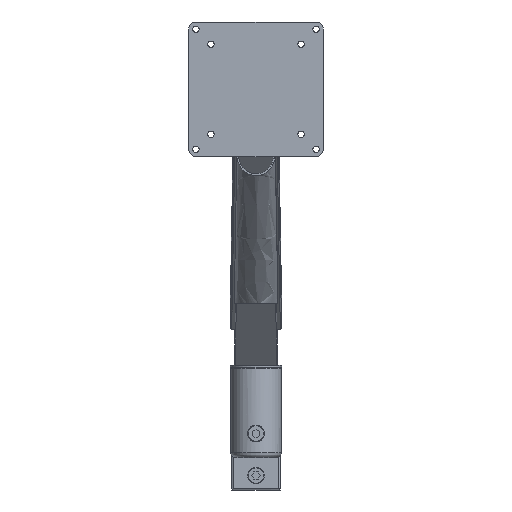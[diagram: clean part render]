
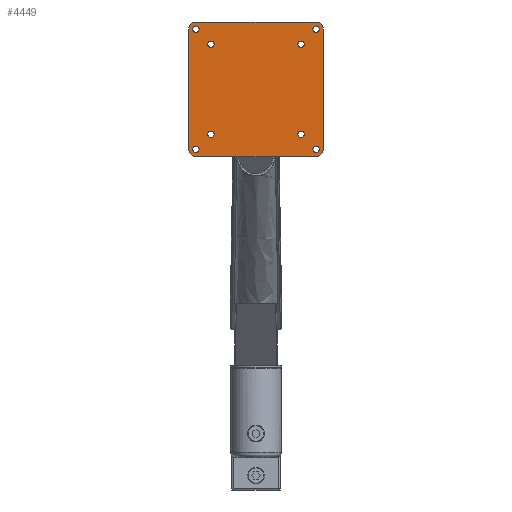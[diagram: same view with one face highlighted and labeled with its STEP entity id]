
A CAD part, left-side view. The second image highlights one B-rep face of the part: STEP entity #4449.
In plain terms, the highlighted face is planar.
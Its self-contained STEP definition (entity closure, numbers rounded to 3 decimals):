
#179=FACE_BOUND('',#992,.T.);
#180=FACE_BOUND('',#993,.T.);
#181=FACE_BOUND('',#994,.T.);
#182=FACE_BOUND('',#995,.T.);
#183=FACE_BOUND('',#996,.T.);
#184=FACE_BOUND('',#997,.T.);
#185=FACE_BOUND('',#998,.T.);
#186=FACE_BOUND('',#999,.T.);
#368=CIRCLE('',#4983,6.);
#380=CIRCLE('',#5012,6.);
#382=CIRCLE('',#5016,6.);
#384=CIRCLE('',#5020,6.);
#386=CIRCLE('',#5024,2.65);
#388=CIRCLE('',#5027,2.65);
#390=CIRCLE('',#5030,2.65);
#392=CIRCLE('',#5033,2.65);
#394=CIRCLE('',#5036,2.65);
#396=CIRCLE('',#5039,2.65);
#398=CIRCLE('',#5042,2.65);
#400=CIRCLE('',#5045,2.65);
#717=FACE_OUTER_BOUND('',#991,.T.);
#991=EDGE_LOOP('',(#3929,#3930,#3931,#3932,#3933,#3934,#3935,#3936));
#992=EDGE_LOOP('',(#3937));
#993=EDGE_LOOP('',(#3938));
#994=EDGE_LOOP('',(#3939));
#995=EDGE_LOOP('',(#3940));
#996=EDGE_LOOP('',(#3941));
#997=EDGE_LOOP('',(#3942));
#998=EDGE_LOOP('',(#3943));
#999=EDGE_LOOP('',(#3944));
#1328=LINE('',#8170,#1675);
#1332=LINE('',#8182,#1679);
#1336=LINE('',#8194,#1683);
#1339=LINE('',#8203,#1686);
#1675=VECTOR('',#6265,1000.);
#1679=VECTOR('',#6277,1000.);
#1683=VECTOR('',#6289,1000.);
#1686=VECTOR('',#6300,1000.);
#2060=VERTEX_POINT('',#8083);
#2061=VERTEX_POINT('',#8085);
#2087=VERTEX_POINT('',#8168);
#2089=VERTEX_POINT('',#8174);
#2091=VERTEX_POINT('',#8180);
#2093=VERTEX_POINT('',#8186);
#2095=VERTEX_POINT('',#8192);
#2097=VERTEX_POINT('',#8198);
#2099=VERTEX_POINT('',#8207);
#2101=VERTEX_POINT('',#8213);
#2103=VERTEX_POINT('',#8219);
#2105=VERTEX_POINT('',#8225);
#2107=VERTEX_POINT('',#8231);
#2109=VERTEX_POINT('',#8237);
#2111=VERTEX_POINT('',#8243);
#2113=VERTEX_POINT('',#8249);
#2645=EDGE_CURVE('',#2061,#2060,#368,.T.);
#2687=EDGE_CURVE('',#2060,#2087,#1328,.T.);
#2690=EDGE_CURVE('',#2087,#2089,#380,.T.);
#2693=EDGE_CURVE('',#2089,#2091,#1332,.T.);
#2696=EDGE_CURVE('',#2091,#2093,#382,.T.);
#2699=EDGE_CURVE('',#2093,#2095,#1336,.T.);
#2702=EDGE_CURVE('',#2095,#2097,#384,.T.);
#2704=EDGE_CURVE('',#2097,#2061,#1339,.T.);
#2707=EDGE_CURVE('',#2099,#2099,#386,.T.);
#2710=EDGE_CURVE('',#2101,#2101,#388,.T.);
#2713=EDGE_CURVE('',#2103,#2103,#390,.T.);
#2716=EDGE_CURVE('',#2105,#2105,#392,.T.);
#2719=EDGE_CURVE('',#2107,#2107,#394,.T.);
#2722=EDGE_CURVE('',#2109,#2109,#396,.T.);
#2725=EDGE_CURVE('',#2111,#2111,#398,.T.);
#2728=EDGE_CURVE('',#2113,#2113,#400,.T.);
#3929=ORIENTED_EDGE('',*,*,#2645,.T.);
#3930=ORIENTED_EDGE('',*,*,#2687,.T.);
#3931=ORIENTED_EDGE('',*,*,#2690,.T.);
#3932=ORIENTED_EDGE('',*,*,#2693,.T.);
#3933=ORIENTED_EDGE('',*,*,#2696,.T.);
#3934=ORIENTED_EDGE('',*,*,#2699,.T.);
#3935=ORIENTED_EDGE('',*,*,#2702,.T.);
#3936=ORIENTED_EDGE('',*,*,#2704,.T.);
#3937=ORIENTED_EDGE('',*,*,#2728,.F.);
#3938=ORIENTED_EDGE('',*,*,#2725,.F.);
#3939=ORIENTED_EDGE('',*,*,#2722,.F.);
#3940=ORIENTED_EDGE('',*,*,#2719,.F.);
#3941=ORIENTED_EDGE('',*,*,#2716,.F.);
#3942=ORIENTED_EDGE('',*,*,#2713,.F.);
#3943=ORIENTED_EDGE('',*,*,#2710,.F.);
#3944=ORIENTED_EDGE('',*,*,#2707,.F.);
#4091=PLANE('',#5047);
#4449=ADVANCED_FACE('',(#717,#179,#180,#181,#182,#183,#184,#185,#186),#4091,
 .T.);
#4983=AXIS2_PLACEMENT_3D('',#8086,#6180,#6181);
#5012=AXIS2_PLACEMENT_3D('',#8176,#6271,#6272);
#5016=AXIS2_PLACEMENT_3D('',#8188,#6283,#6284);
#5020=AXIS2_PLACEMENT_3D('',#8200,#6295,#6296);
#5024=AXIS2_PLACEMENT_3D('',#8209,#6306,#6307);
#5027=AXIS2_PLACEMENT_3D('',#8215,#6313,#6314);
#5030=AXIS2_PLACEMENT_3D('',#8221,#6320,#6321);
#5033=AXIS2_PLACEMENT_3D('',#8227,#6327,#6328);
#5036=AXIS2_PLACEMENT_3D('',#8233,#6334,#6335);
#5039=AXIS2_PLACEMENT_3D('',#8239,#6341,#6342);
#5042=AXIS2_PLACEMENT_3D('',#8245,#6348,#6349);
#5045=AXIS2_PLACEMENT_3D('',#8251,#6355,#6356);
#5047=AXIS2_PLACEMENT_3D('',#8253,#6359,#6360);
#6180=DIRECTION('center_axis',(1.,0.,0.));
#6181=DIRECTION('ref_axis',(0.,0.,-1.));
#6265=DIRECTION('',(0.,-1.,0.));
#6271=DIRECTION('center_axis',(1.,0.,0.));
#6272=DIRECTION('ref_axis',(0.,0.,-1.));
#6277=DIRECTION('',(0.,0.,-1.));
#6283=DIRECTION('center_axis',(1.,0.,0.));
#6284=DIRECTION('ref_axis',(0.,0.,-1.));
#6289=DIRECTION('',(0.,1.,0.));
#6295=DIRECTION('center_axis',(1.,0.,0.));
#6296=DIRECTION('ref_axis',(0.,0.,-1.));
#6300=DIRECTION('',(0.,0.,1.));
#6306=DIRECTION('center_axis',(1.,0.,0.));
#6307=DIRECTION('ref_axis',(0.,0.,-1.));
#6313=DIRECTION('center_axis',(1.,0.,0.));
#6314=DIRECTION('ref_axis',(0.,0.,-1.));
#6320=DIRECTION('center_axis',(1.,0.,0.));
#6321=DIRECTION('ref_axis',(0.,0.,-1.));
#6327=DIRECTION('center_axis',(1.,0.,0.));
#6328=DIRECTION('ref_axis',(0.,0.,-1.));
#6334=DIRECTION('center_axis',(1.,0.,0.));
#6335=DIRECTION('ref_axis',(0.,0.,-1.));
#6341=DIRECTION('center_axis',(1.,0.,0.));
#6342=DIRECTION('ref_axis',(0.,0.,-1.));
#6348=DIRECTION('center_axis',(1.,0.,0.));
#6349=DIRECTION('ref_axis',(0.,0.,-1.));
#6355=DIRECTION('center_axis',(1.,0.,0.));
#6356=DIRECTION('ref_axis',(0.,0.,-1.));
#6359=DIRECTION('center_axis',(1.,0.,0.));
#6360=DIRECTION('ref_axis',(0.,0.,-1.));
#8083=CARTESIAN_POINT('',(49.5,50.,56.));
#8085=CARTESIAN_POINT('',(49.5,56.,50.));
#8086=CARTESIAN_POINT('Origin',(49.5,50.,50.));
#8168=CARTESIAN_POINT('',(49.5,-50.,56.));
#8170=CARTESIAN_POINT('',(49.5,50.,56.));
#8174=CARTESIAN_POINT('',(49.5,-56.,50.));
#8176=CARTESIAN_POINT('Origin',(49.5,-50.,50.));
#8180=CARTESIAN_POINT('',(49.5,-56.,-50.));
#8182=CARTESIAN_POINT('',(49.5,-56.,50.));
#8186=CARTESIAN_POINT('',(49.5,-50.,-56.));
#8188=CARTESIAN_POINT('Origin',(49.5,-50.,-50.));
#8192=CARTESIAN_POINT('',(49.5,50.,-56.));
#8194=CARTESIAN_POINT('',(49.5,-50.,-56.));
#8198=CARTESIAN_POINT('',(49.5,56.,-50.));
#8200=CARTESIAN_POINT('Origin',(49.5,50.,-50.));
#8203=CARTESIAN_POINT('',(49.5,56.,-50.));
#8207=CARTESIAN_POINT('',(49.5,50.,-52.65));
#8209=CARTESIAN_POINT('Origin',(49.5,50.,-50.));
#8213=CARTESIAN_POINT('',(49.5,-50.,-52.65));
#8215=CARTESIAN_POINT('Origin',(49.5,-50.,-50.));
#8219=CARTESIAN_POINT('',(49.5,37.5,-40.15));
#8221=CARTESIAN_POINT('Origin',(49.5,37.5,-37.5));
#8225=CARTESIAN_POINT('',(49.5,-37.5,-40.15));
#8227=CARTESIAN_POINT('Origin',(49.5,-37.5,-37.5));
#8231=CARTESIAN_POINT('',(49.5,-37.5,34.85));
#8233=CARTESIAN_POINT('Origin',(49.5,-37.5,37.5));
#8237=CARTESIAN_POINT('',(49.5,37.5,34.85));
#8239=CARTESIAN_POINT('Origin',(49.5,37.5,37.5));
#8243=CARTESIAN_POINT('',(49.5,-50.,47.35));
#8245=CARTESIAN_POINT('Origin',(49.5,-50.,50.));
#8249=CARTESIAN_POINT('',(49.5,50.,47.35));
#8251=CARTESIAN_POINT('Origin',(49.5,50.,50.));
#8253=CARTESIAN_POINT('Origin',(49.5,50.,50.));
